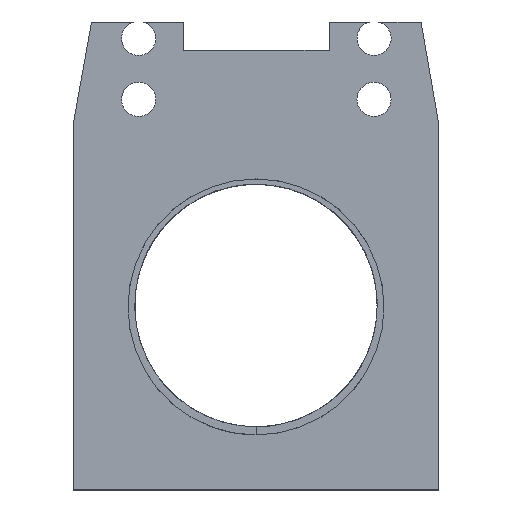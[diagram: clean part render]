
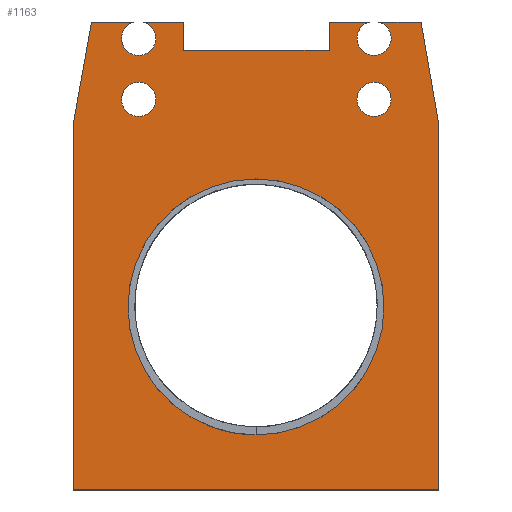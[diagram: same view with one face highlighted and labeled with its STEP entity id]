
A CAD part, top view. The second image highlights one B-rep face of the part: STEP entity #1163.
In plain terms, the highlighted planar face has unit normal (0, 0, 1).
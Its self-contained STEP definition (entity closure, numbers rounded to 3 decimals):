
#17=FACE_BOUND('',#170,.T.);
#18=FACE_BOUND('',#171,.T.);
#19=FACE_BOUND('',#172,.T.);
#41=PLANE('',#1251);
#106=FACE_OUTER_BOUND('',#169,.T.);
#169=EDGE_LOOP('',(#1042,#1043,#1044,#1045,#1046,#1047,#1048,#1049,#1050,
#1051,#1052,#1053,#1054,#1055));
#170=EDGE_LOOP('',(#1056,#1057));
#171=EDGE_LOOP('',(#1058));
#172=EDGE_LOOP('',(#1059));
#175=CIRCLE('',#1186,10.5);
#176=CIRCLE('',#1218,10.5);
#181=CIRCLE('',#1238,1.4);
#182=CIRCLE('',#1240,1.4);
#183=CIRCLE('',#1242,1.4);
#185=CIRCLE('',#1245,1.4);
#292=LINE('',#4603,#390);
#297=LINE('',#4612,#395);
#300=LINE('',#4618,#398);
#310=LINE('',#4641,#408);
#316=LINE('',#4653,#414);
#318=LINE('',#4659,#416);
#323=LINE('',#4668,#421);
#336=LINE('',#4709,#434);
#338=LINE('',#4713,#436);
#341=LINE('',#4719,#439);
#344=LINE('',#4723,#442);
#345=LINE('',#4725,#443);
#390=VECTOR('',#1369,10.);
#395=VECTOR('',#1376,10.);
#398=VECTOR('',#1381,10.);
#408=VECTOR('',#1399,10.);
#414=VECTOR('',#1407,10.);
#416=VECTOR('',#1411,10.);
#421=VECTOR('',#1418,10.);
#434=VECTOR('',#1467,10.);
#436=VECTOR('',#1471,10.);
#439=VECTOR('',#1476,10.);
#442=VECTOR('',#1481,10.);
#443=VECTOR('',#1484,10.);
#445=VERTEX_POINT('',#1492);
#447=VERTEX_POINT('',#1724);
#516=VERTEX_POINT('',#4600);
#517=VERTEX_POINT('',#4602);
#520=VERTEX_POINT('',#4610);
#522=VERTEX_POINT('',#4615);
#531=VERTEX_POINT('',#4640);
#534=VERTEX_POINT('',#4647);
#536=VERTEX_POINT('',#4651);
#537=VERTEX_POINT('',#4655);
#539=VERTEX_POINT('',#4658);
#542=VERTEX_POINT('',#4666);
#548=VERTEX_POINT('',#4696);
#550=VERTEX_POINT('',#4702);
#551=VERTEX_POINT('',#4706);
#552=VERTEX_POINT('',#4708);
#553=VERTEX_POINT('',#4712);
#555=VERTEX_POINT('',#4718);
#559=EDGE_CURVE('',#447,#445,#175,.T.);
#660=EDGE_CURVE('',#445,#447,#176,.T.);
#664=EDGE_CURVE('',#517,#516,#292,.T.);
#669=EDGE_CURVE('',#516,#520,#297,.T.);
#672=EDGE_CURVE('',#522,#517,#300,.T.);
#683=EDGE_CURVE('',#531,#522,#310,.T.);
#689=EDGE_CURVE('',#534,#536,#316,.T.);
#691=EDGE_CURVE('',#539,#537,#318,.T.);
#696=EDGE_CURVE('',#520,#542,#323,.T.);
#709=EDGE_CURVE('',#542,#539,#181,.T.);
#710=EDGE_CURVE('',#536,#531,#182,.T.);
#712=EDGE_CURVE('',#548,#548,#183,.T.);
#715=EDGE_CURVE('',#550,#550,#185,.T.);
#717=EDGE_CURVE('',#552,#551,#336,.T.);
#719=EDGE_CURVE('',#553,#552,#338,.T.);
#722=EDGE_CURVE('',#555,#553,#341,.T.);
#725=EDGE_CURVE('',#537,#555,#344,.T.);
#726=EDGE_CURVE('',#551,#534,#345,.T.);
#1042=ORIENTED_EDGE('',*,*,#669,.T.);
#1043=ORIENTED_EDGE('',*,*,#696,.T.);
#1044=ORIENTED_EDGE('',*,*,#709,.T.);
#1045=ORIENTED_EDGE('',*,*,#691,.T.);
#1046=ORIENTED_EDGE('',*,*,#725,.T.);
#1047=ORIENTED_EDGE('',*,*,#722,.T.);
#1048=ORIENTED_EDGE('',*,*,#719,.T.);
#1049=ORIENTED_EDGE('',*,*,#717,.T.);
#1050=ORIENTED_EDGE('',*,*,#726,.T.);
#1051=ORIENTED_EDGE('',*,*,#689,.T.);
#1052=ORIENTED_EDGE('',*,*,#710,.T.);
#1053=ORIENTED_EDGE('',*,*,#683,.T.);
#1054=ORIENTED_EDGE('',*,*,#672,.T.);
#1055=ORIENTED_EDGE('',*,*,#664,.T.);
#1056=ORIENTED_EDGE('',*,*,#559,.F.);
#1057=ORIENTED_EDGE('',*,*,#660,.F.);
#1058=ORIENTED_EDGE('',*,*,#712,.T.);
#1059=ORIENTED_EDGE('',*,*,#715,.T.);
#1163=ADVANCED_FACE('',(#106,#17,#18,#19),#41,.T.);
#1186=AXIS2_PLACEMENT_3D('',#1726,#1259,#1260);
#1218=AXIS2_PLACEMENT_3D('',#4593,#1362,#1363);
#1238=AXIS2_PLACEMENT_3D('',#4692,#1446,#1447);
#1240=AXIS2_PLACEMENT_3D('',#4694,#1450,#1451);
#1242=AXIS2_PLACEMENT_3D('',#4698,#1455,#1456);
#1245=AXIS2_PLACEMENT_3D('',#4704,#1462,#1463);
#1251=AXIS2_PLACEMENT_3D('',#4726,#1485,#1486);
#1259=DIRECTION('center_axis',(0.,0.,1.));
#1260=DIRECTION('ref_axis',(1.,0.,0.));
#1362=DIRECTION('center_axis',(0.,0.,1.));
#1363=DIRECTION('ref_axis',(1.,0.,0.));
#1369=DIRECTION('',(-1.,0.,0.));
#1376=DIRECTION('',(0.,1.,0.));
#1381=DIRECTION('',(0.,-1.,0.));
#1399=DIRECTION('',(-1.,0.,0.));
#1407=DIRECTION('',(-1.,0.,0.));
#1411=DIRECTION('',(-1.,0.,0.));
#1418=DIRECTION('',(-1.,0.,0.));
#1446=DIRECTION('center_axis',(0.,0.,-1.));
#1447=DIRECTION('ref_axis',(-1.,0.,0.));
#1450=DIRECTION('center_axis',(0.,0.,-1.));
#1451=DIRECTION('ref_axis',(-1.,0.,0.));
#1455=DIRECTION('center_axis',(0.,0.,-1.));
#1456=DIRECTION('ref_axis',(-1.,0.,0.));
#1462=DIRECTION('center_axis',(0.,0.,-1.));
#1463=DIRECTION('ref_axis',(-1.,0.,0.));
#1467=DIRECTION('',(0.,1.,0.));
#1471=DIRECTION('',(1.,0.,0.));
#1476=DIRECTION('',(0.,-1.,0.));
#1481=DIRECTION('',(-0.177,-0.984,0.));
#1484=DIRECTION('',(-0.171,0.985,0.));
#1485=DIRECTION('center_axis',(0.,0.,1.));
#1486=DIRECTION('ref_axis',(1.,0.,0.));
#1492=CARTESIAN_POINT('',(5.974,-46.03,5.));
#1724=CARTESIAN_POINT('',(16.474,-56.53,5.));
#1726=CARTESIAN_POINT('Origin',(16.474,-46.03,5.));
#4593=CARTESIAN_POINT('Origin',(16.474,-46.03,5.));
#4600=CARTESIAN_POINT('',(10.529,-24.967,5.));
#4602=CARTESIAN_POINT('',(22.471,-24.967,5.));
#4603=CARTESIAN_POINT('',(19.478,-24.967,5.));
#4610=CARTESIAN_POINT('',(10.529,-22.656,5.));
#4612=CARTESIAN_POINT('',(10.529,-25.758,5.));
#4615=CARTESIAN_POINT('',(22.471,-22.656,5.));
#4618=CARTESIAN_POINT('',(22.471,-23.446,5.));
#4640=CARTESIAN_POINT('',(25.755,-22.656,5.));
#4641=CARTESIAN_POINT('',(16.158,-22.656,5.));
#4647=CARTESIAN_POINT('',(30.017,-22.656,5.));
#4651=CARTESIAN_POINT('',(26.559,-22.656,5.));
#4653=CARTESIAN_POINT('',(16.158,-22.656,5.));
#4655=CARTESIAN_POINT('',(2.977,-22.656,5.));
#4658=CARTESIAN_POINT('',(6.441,-22.656,5.));
#4659=CARTESIAN_POINT('',(16.158,-22.656,5.));
#4666=CARTESIAN_POINT('',(7.245,-22.656,5.));
#4668=CARTESIAN_POINT('',(16.158,-22.656,5.));
#4692=CARTESIAN_POINT('Origin',(6.843,-23.997,5.));
#4694=CARTESIAN_POINT('Origin',(26.157,-23.997,5.));
#4696=CARTESIAN_POINT('',(27.557,-28.997,5.));
#4698=CARTESIAN_POINT('Origin',(26.157,-28.997,5.));
#4702=CARTESIAN_POINT('',(8.243,-28.997,5.));
#4704=CARTESIAN_POINT('Origin',(6.843,-28.997,5.));
#4706=CARTESIAN_POINT('',(31.474,-31.03,5.));
#4708=CARTESIAN_POINT('',(31.474,-61.03,5.));
#4709=CARTESIAN_POINT('',(31.474,-61.03,5.));
#4712=CARTESIAN_POINT('',(1.474,-61.03,5.));
#4713=CARTESIAN_POINT('',(1.474,-61.03,5.));
#4718=CARTESIAN_POINT('',(1.474,-31.03,5.));
#4719=CARTESIAN_POINT('',(1.474,-31.03,5.));
#4723=CARTESIAN_POINT('',(3.157,-21.656,5.));
#4725=CARTESIAN_POINT('',(31.474,-31.03,5.));
#4726=CARTESIAN_POINT('Origin',(16.485,-26.548,5.));
